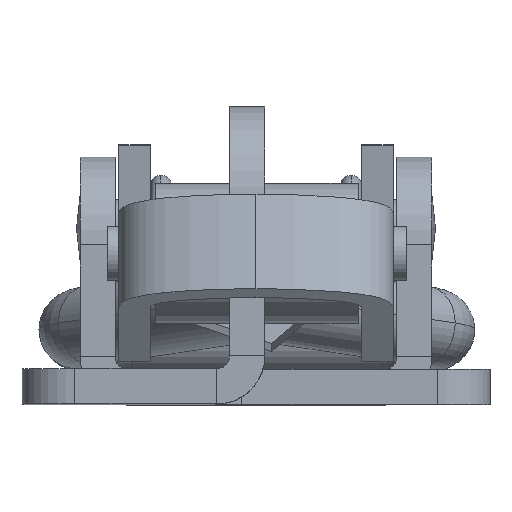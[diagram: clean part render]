
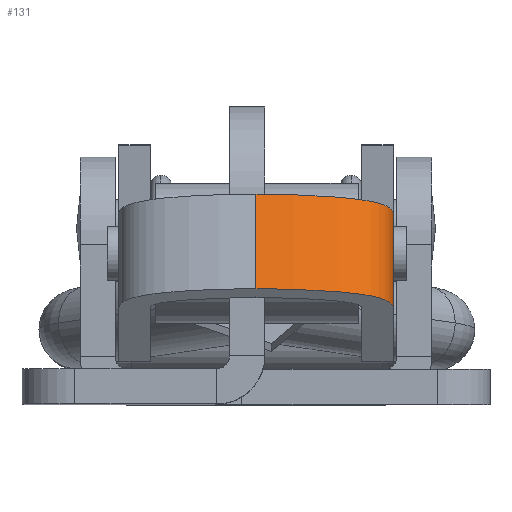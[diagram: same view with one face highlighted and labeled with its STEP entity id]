
A CAD part, top view. The second image highlights one B-rep face of the part: STEP entity #131.
In plain terms, the highlighted free-form (B-spline) face has degree [3, 1] with [14, 2] control points.
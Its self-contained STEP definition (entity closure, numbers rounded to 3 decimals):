
#31 = CARTESIAN_POINT ( 'NONE',  ( 47.842, 0.19, -13.654 ) ) ;
#99 = CARTESIAN_POINT ( 'NONE',  ( 48.193, 0.325, -12.681 ) ) ;
#131 = ADVANCED_FACE ( 'NONE', ( #1703 ), #634, .T. ) ;
#173 = CARTESIAN_POINT ( 'NONE',  ( 48.469, 0.431, -11.482 ) ) ;
#185 = CARTESIAN_POINT ( 'NONE',  ( 48.646, 0.499, -10.304 ) ) ;
#565 = VERTEX_POINT ( 'NONE', #730 ) ;
#580 = EDGE_CURVE ( 'NONE', #4641, #2206, #4117, .T. ) ;
#634 = B_SPLINE_SURFACE_WITH_KNOTS ( 'NONE', 3, 1, ( 
 ( #1268, #1248 ),
 ( #1197, #1196 ),
 ( #1183, #1179 ),
 ( #1172, #1165 ),
 ( #1160, #1358 ),
 ( #1405, #2622 ),
 ( #2777, #1015 ),
 ( #1011, #1025 ),
 ( #1019, #1045 ),
 ( #1036, #1068 ),
 ( #1060, #1091 ),
 ( #1074, #1110 ),
 ( #1098, #1150 ),
 ( #1142, #1423 ) ),
 .UNSPECIFIED., .F., .F., .F.,
 ( 4, 1, 1, 1, 1, 1, 1, 1, 1, 1, 1, 4 ),
 ( 2, 2 ),
 ( 0., 0.063, 0.125, 0.25, 0.375, 0.5, 0.625, 0.75, 0.813, 0.875, 0.938, 1. ),
 ( 0., 1. ),
 .UNSPECIFIED. ) ;
#730 = CARTESIAN_POINT ( 'NONE',  ( 43.256, 4.426, -15.6 ) ) ;
#859 = B_SPLINE_CURVE_WITH_KNOTS ( 'NONE', 3,
 ( #4436, #4557, #4118, #4086, #4102, #4053, #4550, #3715, #4282, #4201, #4064, #3865, #4610, #3741 ),
 .UNSPECIFIED., .F., .F.,
 ( 4, 1, 1, 1, 1, 1, 1, 1, 1, 1, 1, 4 ),
 ( 0., 0.063, 0.125, 0.25, 0.375, 0.5, 0.625, 0.75, 0.813, 0.875, 0.938, 1. ),
 .UNSPECIFIED. ) ;
#1011 = CARTESIAN_POINT ( 'NONE',  ( 48.193, 0.325, -12.681 ) ) ;
#1015 = CARTESIAN_POINT ( 'NONE',  ( 46.458, 5.658, -11.482 ) ) ;
#1019 = CARTESIAN_POINT ( 'NONE',  ( 47.842, 0.19, -13.654 ) ) ;
#1025 = CARTESIAN_POINT ( 'NONE',  ( 46.183, 5.552, -12.681 ) ) ;
#1036 = CARTESIAN_POINT ( 'NONE',  ( 47.395, 0.018, -14.42 ) ) ;
#1045 = CARTESIAN_POINT ( 'NONE',  ( 45.832, 5.416, -13.654 ) ) ;
#1060 = CARTESIAN_POINT ( 'NONE',  ( 46.915, -0.167, -14.983 ) ) ;
#1068 = CARTESIAN_POINT ( 'NONE',  ( 45.385, 5.245, -14.42 ) ) ;
#1074 = CARTESIAN_POINT ( 'NONE',  ( 46.202, -0.441, -15.467 ) ) ;
#1091 = CARTESIAN_POINT ( 'NONE',  ( 44.905, 5.06, -14.983 ) ) ;
#1098 = CARTESIAN_POINT ( 'NONE',  ( 45.571, -0.684, -15.6 ) ) ;
#1110 = CARTESIAN_POINT ( 'NONE',  ( 44.192, 4.786, -15.467 ) ) ;
#1142 = CARTESIAN_POINT ( 'NONE',  ( 45.267, -0.801, -15.6 ) ) ;
#1150 = CARTESIAN_POINT ( 'NONE',  ( 43.56, 4.543, -15.6 ) ) ;
#1160 = CARTESIAN_POINT ( 'NONE',  ( 48.752, 0.54, -9.226 ) ) ;
#1165 = CARTESIAN_POINT ( 'NONE',  ( 46.785, 5.783, -8.496 ) ) ;
#1172 = CARTESIAN_POINT ( 'NONE',  ( 48.795, 0.556, -8.496 ) ) ;
#1179 = CARTESIAN_POINT ( 'NONE',  ( 46.8, 5.789, -8.044 ) ) ;
#1183 = CARTESIAN_POINT ( 'NONE',  ( 48.811, 0.562, -8.044 ) ) ;
#1192 = VECTOR ( 'NONE', #3359, 1000. ) ;
#1196 = CARTESIAN_POINT ( 'NONE',  ( 46.803, 5.79, -7.887 ) ) ;
#1197 = CARTESIAN_POINT ( 'NONE',  ( 48.813, 0.563, -7.887 ) ) ;
#1248 = CARTESIAN_POINT ( 'NONE',  ( 46.803, 5.79, -7.8 ) ) ;
#1268 = CARTESIAN_POINT ( 'NONE',  ( 48.813, 0.563, -7.8 ) ) ;
#1350 = EDGE_CURVE ( 'NONE', #4641, #3057, #2647, .T. ) ;
#1358 = CARTESIAN_POINT ( 'NONE',  ( 46.741, 5.766, -9.226 ) ) ;
#1405 = CARTESIAN_POINT ( 'NONE',  ( 48.646, 0.499, -10.304 ) ) ;
#1423 = CARTESIAN_POINT ( 'NONE',  ( 43.256, 4.426, -15.6 ) ) ;
#1474 = CARTESIAN_POINT ( 'NONE',  ( 46.803, 5.79, -7.8 ) ) ;
#1703 = FACE_OUTER_BOUND ( 'NONE', #2634, .T. ) ;
#2206 = VERTEX_POINT ( 'NONE', #2716 ) ;
#2374 = CARTESIAN_POINT ( 'NONE',  ( 45.267, -0.801, -15.6 ) ) ;
#2480 = CARTESIAN_POINT ( 'NONE',  ( 45.571, -0.684, -15.6 ) ) ;
#2495 = CARTESIAN_POINT ( 'NONE',  ( 48.813, 0.563, -7.8 ) ) ;
#2622 = CARTESIAN_POINT ( 'NONE',  ( 46.635, 5.726, -10.304 ) ) ;
#2634 = EDGE_LOOP ( 'NONE', ( #2998, #2890, #2946, #2956 ) ) ;
#2647 = LINE ( 'NONE', #2495, #1192 ) ;
#2716 = CARTESIAN_POINT ( 'NONE',  ( 45.267, -0.801, -15.6 ) ) ;
#2777 = CARTESIAN_POINT ( 'NONE',  ( 48.469, 0.431, -11.482 ) ) ;
#2890 = ORIENTED_EDGE ( 'NONE', *, *, #1350, .F. ) ;
#2946 = ORIENTED_EDGE ( 'NONE', *, *, #580, .T. ) ;
#2956 = ORIENTED_EDGE ( 'NONE', *, *, #3170, .T. ) ;
#2998 = ORIENTED_EDGE ( 'NONE', *, *, #3788, .F. ) ;
#3057 = VERTEX_POINT ( 'NONE', #1474 ) ;
#3170 = EDGE_CURVE ( 'NONE', #2206, #565, #3847, .T. ) ;
#3264 = CARTESIAN_POINT ( 'NONE',  ( 48.813, 0.563, -7.8 ) ) ;
#3359 = DIRECTION ( 'NONE',  ( -0.359, 0.933, 0. ) ) ;
#3591 = VECTOR ( 'NONE', #3867, 1000. ) ;
#3715 = CARTESIAN_POINT ( 'NONE',  ( 46.183, 5.552, -12.681 ) ) ;
#3741 = CARTESIAN_POINT ( 'NONE',  ( 43.256, 4.426, -15.6 ) ) ;
#3782 = CARTESIAN_POINT ( 'NONE',  ( 45.267, -0.801, -15.6 ) ) ;
#3788 = EDGE_CURVE ( 'NONE', #3057, #565, #859, .T. ) ;
#3847 = LINE ( 'NONE', #3782, #3591 ) ;
#3865 = CARTESIAN_POINT ( 'NONE',  ( 44.192, 4.786, -15.467 ) ) ;
#3867 = DIRECTION ( 'NONE',  ( -0.359, 0.933, 0. ) ) ;
#3956 = CARTESIAN_POINT ( 'NONE',  ( 48.752, 0.54, -9.226 ) ) ;
#3989 = CARTESIAN_POINT ( 'NONE',  ( 48.813, 0.563, -7.887 ) ) ;
#4053 = CARTESIAN_POINT ( 'NONE',  ( 46.635, 5.726, -10.304 ) ) ;
#4064 = CARTESIAN_POINT ( 'NONE',  ( 44.905, 5.06, -14.983 ) ) ;
#4070 = CARTESIAN_POINT ( 'NONE',  ( 48.811, 0.562, -8.044 ) ) ;
#4086 = CARTESIAN_POINT ( 'NONE',  ( 46.785, 5.783, -8.496 ) ) ;
#4102 = CARTESIAN_POINT ( 'NONE',  ( 46.741, 5.766, -9.226 ) ) ;
#4117 = B_SPLINE_CURVE_WITH_KNOTS ( 'NONE', 3,
 ( #4349, #3989, #4070, #4386, #3956, #185, #173, #99, #31, #4485, #4395, #4202, #2480, #2374 ),
 .UNSPECIFIED., .F., .F.,
 ( 4, 1, 1, 1, 1, 1, 1, 1, 1, 1, 1, 4 ),
 ( 0., 0.063, 0.125, 0.25, 0.375, 0.5, 0.625, 0.75, 0.813, 0.875, 0.938, 1. ),
 .UNSPECIFIED. ) ;
#4118 = CARTESIAN_POINT ( 'NONE',  ( 46.8, 5.789, -8.044 ) ) ;
#4201 = CARTESIAN_POINT ( 'NONE',  ( 45.385, 5.245, -14.42 ) ) ;
#4202 = CARTESIAN_POINT ( 'NONE',  ( 46.202, -0.441, -15.467 ) ) ;
#4282 = CARTESIAN_POINT ( 'NONE',  ( 45.832, 5.416, -13.654 ) ) ;
#4349 = CARTESIAN_POINT ( 'NONE',  ( 48.813, 0.563, -7.8 ) ) ;
#4386 = CARTESIAN_POINT ( 'NONE',  ( 48.795, 0.556, -8.496 ) ) ;
#4395 = CARTESIAN_POINT ( 'NONE',  ( 46.915, -0.167, -14.983 ) ) ;
#4436 = CARTESIAN_POINT ( 'NONE',  ( 46.803, 5.79, -7.8 ) ) ;
#4485 = CARTESIAN_POINT ( 'NONE',  ( 47.395, 0.018, -14.42 ) ) ;
#4550 = CARTESIAN_POINT ( 'NONE',  ( 46.458, 5.658, -11.482 ) ) ;
#4557 = CARTESIAN_POINT ( 'NONE',  ( 46.803, 5.79, -7.887 ) ) ;
#4610 = CARTESIAN_POINT ( 'NONE',  ( 43.56, 4.543, -15.6 ) ) ;
#4641 = VERTEX_POINT ( 'NONE', #3264 ) ;
